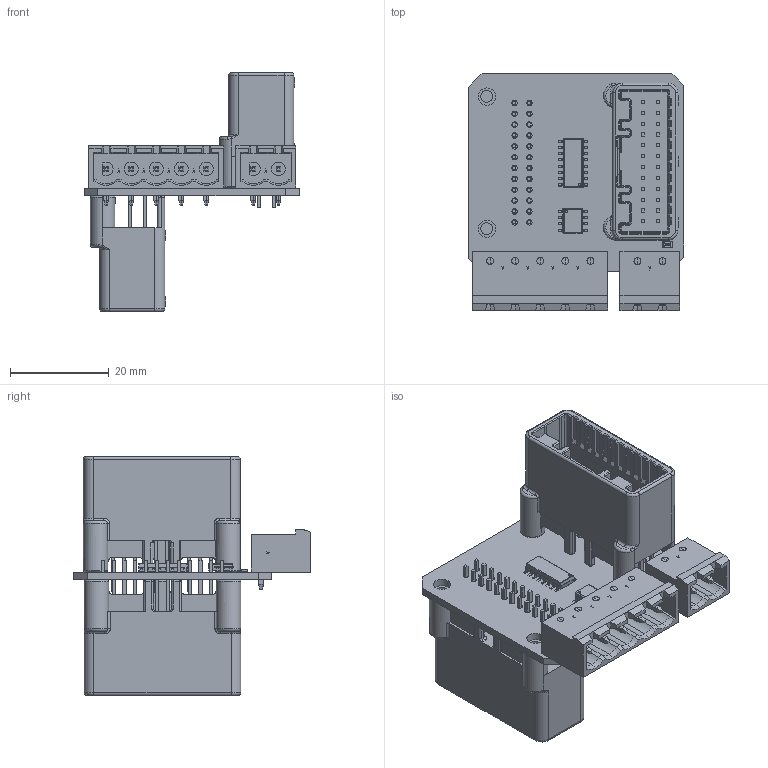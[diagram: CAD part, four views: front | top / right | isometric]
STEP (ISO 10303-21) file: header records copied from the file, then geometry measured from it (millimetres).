
FILE_DESCRIPTION(('Open CASCADE Model'),'2;1');
FILE_NAME('Open CASCADE Shape Model','2020-06-09T19:33:03',('Author'),( 'Open CASCADE'),'Open CASCADE STEP processor 6.8','Open CASCADE 6.8' ,'Unknown');
FILE_SCHEMA(('AUTOMOTIVE_DESIGN { 1 0 10303 214 1 1 1 1 }'));
Length unit declared in the file: millimetre
Products named in the file (26): PCB; Board; Open CASCADE STEP translator 6.8 2.1.1; R1; 0805_resistor; J2; c-1376111-2-f-3d_RGB4408131; U2; 6228299024; Open_CASCADE_STEP_translator_6.8_3.1; Body; Open_CASCADE_STEP_translator_6.8_3.2.1; Leader; J4; pxc_1757271_06_MSTBA-2-5-5-G-5-08_3D; mstba_2.5-5-g-5.08; J3; pxc_1757242_06_MSTBA-2-5-2-G-5-08_3D; mstba_2.5-2-g-5.08; U1; 6243291744; Open_CASCADE_STEP_translator_6.8_1.1; Open_CASCADE_STEP_translator_6.8_1.2.1; J1
Assembly tree (48 placements, depth 5):
  PCB
    Board
      Open CASCADE STEP translator 6.8 2.1.1
    R1
      0805_resistor
    J2
      c-1376111-2-f-3d_RGB4408131
    U2
      6228299024
        Open_CASCADE_STEP_translator_6.8_3.1
        Body
          Open_CASCADE_STEP_translator_6.8_3.2.1
        Leader  x8
    J4
      pxc_1757271_06_MSTBA-2-5-5-G-5-08_3D
        mstba_2.5-5-g-5.08
    J3
      pxc_1757242_06_MSTBA-2-5-2-G-5-08_3D
        mstba_2.5-2-g-5.08
    U1
      6243291744
        Open_CASCADE_STEP_translator_6.8_1.1
        Body
          Open_CASCADE_STEP_translator_6.8_1.2.1
        Leader  x16
    J1
      c-1376111-2-f-3d_RGB4408131
Bounding box: 43.69 x 48.05 x 48.42 mm (x, y, z)
Volume: 12795.9 mm3; surface area: 17935.3 mm2
Topology: 33 solids, 35 shells, 2991 faces, 7159 edges, 4389 vertices
Faces by surface type: plane 2184, cylinder 569, bspline 84, sphere 72, torus 44, cone 38
Full cylindrical faces by diameter (mm): 0.5 x2, 1.1 x46, 1.552 x7, 3.5 x4
Entity records: 67294 total; most frequent: CARTESIAN_POINT 13574, ORIENTED_EDGE 8506, DIRECTION 8393, EDGE_CURVE 4254, LINE 3211, VECTOR 3211, VERTEX_POINT 2641, AXIS2_PLACEMENT_3D 2591
